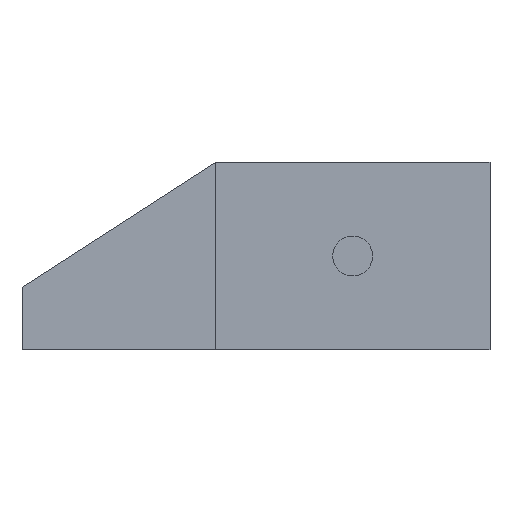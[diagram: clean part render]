
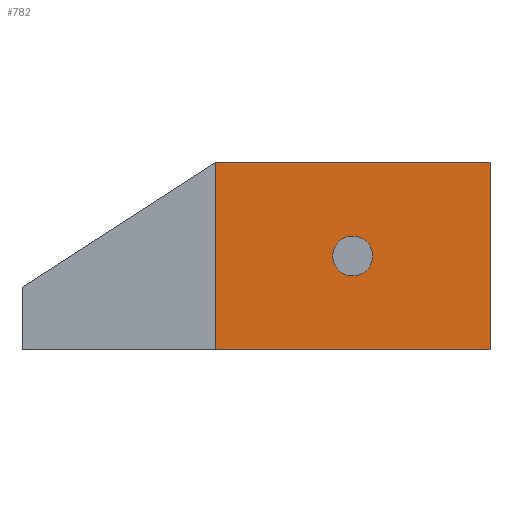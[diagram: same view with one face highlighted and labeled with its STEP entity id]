
A CAD part, left-side view. The second image highlights one B-rep face of the part: STEP entity #782.
In plain terms, the highlighted planar face has unit normal (-1, 0, 0).
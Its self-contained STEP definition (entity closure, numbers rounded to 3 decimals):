
#139 = PLANE('',#140);
#140 = AXIS2_PLACEMENT_3D('',#141,#142,#143);
#141 = CARTESIAN_POINT('',(59.5,20.5,0.));
#142 = DIRECTION('',(0.,0.,1.));
#143 = DIRECTION('',(1.,0.,-0.));
#378 = PLANE('',#379);
#379 = AXIS2_PLACEMENT_3D('',#380,#381,#382);
#380 = CARTESIAN_POINT('',(27.732,0.,
    6.009));
#381 = DIRECTION('',(0.,1.,0.));
#382 = DIRECTION('',(0.,0.,1.));
#511 = PLANE('',#512);
#512 = AXIS2_PLACEMENT_3D('',#513,#514,#515);
#513 = CARTESIAN_POINT('',(0.,0.,15.));
#514 = DIRECTION('',(0.,0.,1.));
#515 = DIRECTION('',(1.,0.,0.));
#548 = EDGE_CURVE('',#549,#551,#553,.T.);
#549 = VERTEX_POINT('',#550);
#550 = CARTESIAN_POINT('',(0.,0.,15.));
#551 = VERTEX_POINT('',#552);
#552 = CARTESIAN_POINT('',(0.,22.,15.));
#553 = SURFACE_CURVE('',#554,(#558,#565),.PCURVE_S1.);
#554 = LINE('',#555,#556);
#555 = CARTESIAN_POINT('',(0.,0.,15.));
#556 = VECTOR('',#557,1.);
#557 = DIRECTION('',(0.,1.,0.));
#558 = PCURVE('',#511,#559);
#559 = DEFINITIONAL_REPRESENTATION('',(#560),#564);
#560 = LINE('',#561,#562);
#561 = CARTESIAN_POINT('',(0.,0.));
#562 = VECTOR('',#563,1.);
#563 = DIRECTION('',(0.,1.));
#564 = ( GEOMETRIC_REPRESENTATION_CONTEXT(2) 
PARAMETRIC_REPRESENTATION_CONTEXT() REPRESENTATION_CONTEXT('2D SPACE',''
  ) );
#565 = PCURVE('',#566,#571);
#566 = PLANE('',#567);
#567 = AXIS2_PLACEMENT_3D('',#568,#569,#570);
#568 = CARTESIAN_POINT('',(0.,0.,0.));
#569 = DIRECTION('',(1.,0.,0.));
#570 = DIRECTION('',(0.,0.,1.));
#571 = DEFINITIONAL_REPRESENTATION('',(#572),#576);
#572 = LINE('',#573,#574);
#573 = CARTESIAN_POINT('',(15.,0.));
#574 = VECTOR('',#575,1.);
#575 = DIRECTION('',(0.,-1.));
#576 = ( GEOMETRIC_REPRESENTATION_CONTEXT(2) 
PARAMETRIC_REPRESENTATION_CONTEXT() REPRESENTATION_CONTEXT('2D SPACE',''
  ) );
#665 = PLANE('',#666);
#666 = AXIS2_PLACEMENT_3D('',#667,#668,#669);
#667 = CARTESIAN_POINT('',(0.,22.,0.));
#668 = DIRECTION('',(0.,1.,0.));
#669 = DIRECTION('',(0.,0.,1.));
#782 = ADVANCED_FACE('',(#783,#853),#566,.F.);
#783 = FACE_BOUND('',#784,.F.);
#784 = EDGE_LOOP('',(#785,#808,#831,#852));
#785 = ORIENTED_EDGE('',*,*,#786,.F.);
#786 = EDGE_CURVE('',#787,#549,#789,.T.);
#787 = VERTEX_POINT('',#788);
#788 = CARTESIAN_POINT('',(0.,0.,0.));
#789 = SURFACE_CURVE('',#790,(#794,#801),.PCURVE_S1.);
#790 = LINE('',#791,#792);
#791 = CARTESIAN_POINT('',(0.,0.,0.));
#792 = VECTOR('',#793,1.);
#793 = DIRECTION('',(0.,0.,1.));
#794 = PCURVE('',#566,#795);
#795 = DEFINITIONAL_REPRESENTATION('',(#796),#800);
#796 = LINE('',#797,#798);
#797 = CARTESIAN_POINT('',(0.,0.));
#798 = VECTOR('',#799,1.);
#799 = DIRECTION('',(1.,0.));
#800 = ( GEOMETRIC_REPRESENTATION_CONTEXT(2) 
PARAMETRIC_REPRESENTATION_CONTEXT() REPRESENTATION_CONTEXT('2D SPACE',''
  ) );
#801 = PCURVE('',#378,#802);
#802 = DEFINITIONAL_REPRESENTATION('',(#803),#807);
#803 = LINE('',#804,#805);
#804 = CARTESIAN_POINT('',(-6.009,-27.732));
#805 = VECTOR('',#806,1.);
#806 = DIRECTION('',(1.,0.));
#807 = ( GEOMETRIC_REPRESENTATION_CONTEXT(2) 
PARAMETRIC_REPRESENTATION_CONTEXT() REPRESENTATION_CONTEXT('2D SPACE',''
  ) );
#808 = ORIENTED_EDGE('',*,*,#809,.T.);
#809 = EDGE_CURVE('',#787,#810,#812,.T.);
#810 = VERTEX_POINT('',#811);
#811 = CARTESIAN_POINT('',(0.,22.,0.));
#812 = SURFACE_CURVE('',#813,(#817,#824),.PCURVE_S1.);
#813 = LINE('',#814,#815);
#814 = CARTESIAN_POINT('',(0.,0.,0.));
#815 = VECTOR('',#816,1.);
#816 = DIRECTION('',(0.,1.,0.));
#817 = PCURVE('',#566,#818);
#818 = DEFINITIONAL_REPRESENTATION('',(#819),#823);
#819 = LINE('',#820,#821);
#820 = CARTESIAN_POINT('',(0.,0.));
#821 = VECTOR('',#822,1.);
#822 = DIRECTION('',(0.,-1.));
#823 = ( GEOMETRIC_REPRESENTATION_CONTEXT(2) 
PARAMETRIC_REPRESENTATION_CONTEXT() REPRESENTATION_CONTEXT('2D SPACE',''
  ) );
#824 = PCURVE('',#139,#825);
#825 = DEFINITIONAL_REPRESENTATION('',(#826),#830);
#826 = LINE('',#827,#828);
#827 = CARTESIAN_POINT('',(-59.5,-20.5));
#828 = VECTOR('',#829,1.);
#829 = DIRECTION('',(0.,1.));
#830 = ( GEOMETRIC_REPRESENTATION_CONTEXT(2) 
PARAMETRIC_REPRESENTATION_CONTEXT() REPRESENTATION_CONTEXT('2D SPACE',''
  ) );
#831 = ORIENTED_EDGE('',*,*,#832,.T.);
#832 = EDGE_CURVE('',#810,#551,#833,.T.);
#833 = SURFACE_CURVE('',#834,(#838,#845),.PCURVE_S1.);
#834 = LINE('',#835,#836);
#835 = CARTESIAN_POINT('',(0.,22.,0.));
#836 = VECTOR('',#837,1.);
#837 = DIRECTION('',(0.,0.,1.));
#838 = PCURVE('',#566,#839);
#839 = DEFINITIONAL_REPRESENTATION('',(#840),#844);
#840 = LINE('',#841,#842);
#841 = CARTESIAN_POINT('',(0.,-22.));
#842 = VECTOR('',#843,1.);
#843 = DIRECTION('',(1.,0.));
#844 = ( GEOMETRIC_REPRESENTATION_CONTEXT(2) 
PARAMETRIC_REPRESENTATION_CONTEXT() REPRESENTATION_CONTEXT('2D SPACE',''
  ) );
#845 = PCURVE('',#665,#846);
#846 = DEFINITIONAL_REPRESENTATION('',(#847),#851);
#847 = LINE('',#848,#849);
#848 = CARTESIAN_POINT('',(0.,0.));
#849 = VECTOR('',#850,1.);
#850 = DIRECTION('',(1.,0.));
#851 = ( GEOMETRIC_REPRESENTATION_CONTEXT(2) 
PARAMETRIC_REPRESENTATION_CONTEXT() REPRESENTATION_CONTEXT('2D SPACE',''
  ) );
#852 = ORIENTED_EDGE('',*,*,#548,.F.);
#853 = FACE_BOUND('',#854,.F.);
#854 = EDGE_LOOP('',(#855));
#855 = ORIENTED_EDGE('',*,*,#856,.F.);
#856 = EDGE_CURVE('',#857,#857,#859,.T.);
#857 = VERTEX_POINT('',#858);
#858 = CARTESIAN_POINT('',(0.,11.,5.9));
#859 = SURFACE_CURVE('',#860,(#865,#872),.PCURVE_S1.);
#860 = CIRCLE('',#861,1.6);
#861 = AXIS2_PLACEMENT_3D('',#862,#863,#864);
#862 = CARTESIAN_POINT('',(0.,11.,7.5));
#863 = DIRECTION('',(1.,-0.,0.));
#864 = DIRECTION('',(0.,0.,-1.));
#865 = PCURVE('',#566,#866);
#866 = DEFINITIONAL_REPRESENTATION('',(#867),#871);
#867 = CIRCLE('',#868,1.6);
#868 = AXIS2_PLACEMENT_2D('',#869,#870);
#869 = CARTESIAN_POINT('',(7.5,-11.));
#870 = DIRECTION('',(-1.,0.));
#871 = ( GEOMETRIC_REPRESENTATION_CONTEXT(2) 
PARAMETRIC_REPRESENTATION_CONTEXT() REPRESENTATION_CONTEXT('2D SPACE',''
  ) );
#872 = PCURVE('',#873,#878);
#873 = CYLINDRICAL_SURFACE('',#874,1.6);
#874 = AXIS2_PLACEMENT_3D('',#875,#876,#877);
#875 = CARTESIAN_POINT('',(-1.,11.,7.5));
#876 = DIRECTION('',(1.,0.,0.));
#877 = DIRECTION('',(0.,0.,-1.));
#878 = DEFINITIONAL_REPRESENTATION('',(#879),#883);
#879 = LINE('',#880,#881);
#880 = CARTESIAN_POINT('',(0.,1.));
#881 = VECTOR('',#882,1.);
#882 = DIRECTION('',(1.,0.));
#883 = ( GEOMETRIC_REPRESENTATION_CONTEXT(2) 
PARAMETRIC_REPRESENTATION_CONTEXT() REPRESENTATION_CONTEXT('2D SPACE',''
  ) );
